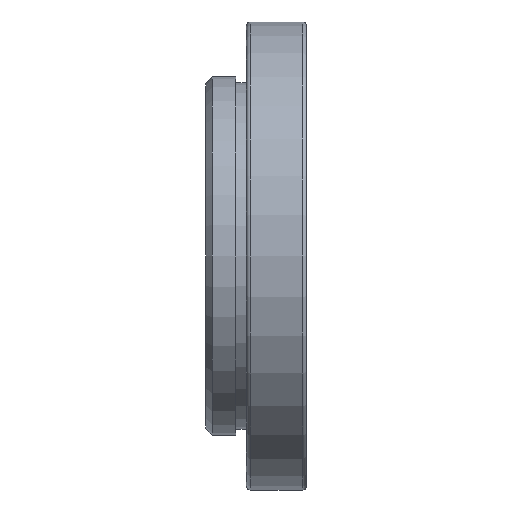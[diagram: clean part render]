
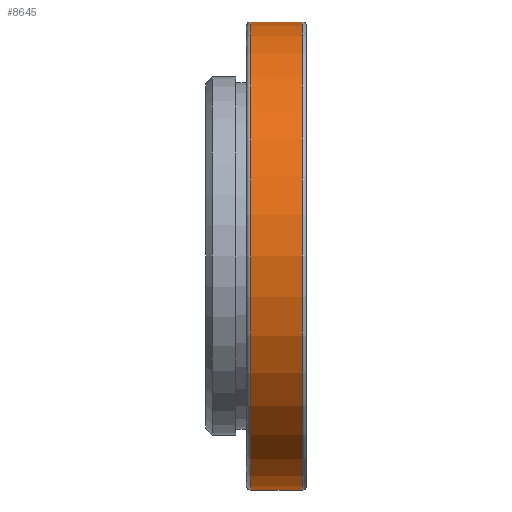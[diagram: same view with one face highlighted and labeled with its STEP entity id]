
A CAD part, front view. The second image highlights one B-rep face of the part: STEP entity #8645.
In plain terms, the highlighted cylindrical face has radius 17.15 mm (diameter 34.3 mm), a partial arc.
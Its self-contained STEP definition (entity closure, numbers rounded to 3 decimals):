
#496 = CARTESIAN_POINT ( 'NONE',  ( -4.1, 0., 17.15 ) ) ;
#535 = EDGE_CURVE ( 'NONE', #10286, #5958, #11428, .T. ) ;
#810 = CARTESIAN_POINT ( 'NONE',  ( -4.1, 0., -17.15 ) ) ;
#824 = VECTOR ( 'NONE', #5168, 1000. ) ;
#866 = EDGE_LOOP ( 'NONE', ( #3969, #5752, #4553, #8098 ) ) ;
#1474 = CARTESIAN_POINT ( 'NONE',  ( -0.3, 0., 17.15 ) ) ;
#3213 = DIRECTION ( 'NONE',  ( 1., 0., 0. ) ) ;
#3564 = CARTESIAN_POINT ( 'NONE',  ( -0.3, 0., 0. ) ) ;
#3632 = EDGE_CURVE ( 'NONE', #12170, #6965, #10035, .T. ) ;
#3969 = ORIENTED_EDGE ( 'NONE', *, *, #3632, .F. ) ;
#4289 = CYLINDRICAL_SURFACE ( 'NONE', #12975, 17.15 ) ;
#4553 = ORIENTED_EDGE ( 'NONE', *, *, #535, .T. ) ;
#4848 = VECTOR ( 'NONE', #8820, 1000. ) ;
#4916 = CARTESIAN_POINT ( 'NONE',  ( 0., 0., 17.15 ) ) ;
#5168 = DIRECTION ( 'NONE',  ( 1., 0., 0. ) ) ;
#5391 = CIRCLE ( 'NONE', #13135, 17.15 ) ;
#5658 = DIRECTION ( 'NONE',  ( 0., 0., -1. ) ) ;
#5752 = ORIENTED_EDGE ( 'NONE', *, *, #6681, .T. ) ;
#5958 = VERTEX_POINT ( 'NONE', #6355 ) ;
#6186 = CARTESIAN_POINT ( 'NONE',  ( 0., 0., -17.15 ) ) ;
#6257 = DIRECTION ( 'NONE',  ( 0., 0., -1. ) ) ;
#6355 = CARTESIAN_POINT ( 'NONE',  ( -0.3, 0., -17.15 ) ) ;
#6681 = EDGE_CURVE ( 'NONE', #12170, #10286, #5391, .T. ) ;
#6965 = VERTEX_POINT ( 'NONE', #1474 ) ;
#8098 = ORIENTED_EDGE ( 'NONE', *, *, #10480, .T. ) ;
#8476 = CARTESIAN_POINT ( 'NONE',  ( 0., 0., 0. ) ) ;
#8645 = ADVANCED_FACE ( 'NONE', ( #12386 ), #4289, .T. ) ;
#8820 = DIRECTION ( 'NONE',  ( 1., 0., 0. ) ) ;
#9764 = DIRECTION ( 'NONE',  ( -1., 0., 0. ) ) ;
#10035 = LINE ( 'NONE', #4916, #4848 ) ;
#10286 = VERTEX_POINT ( 'NONE', #810 ) ;
#10480 = EDGE_CURVE ( 'NONE', #5958, #6965, #11530, .T. ) ;
#11015 = DIRECTION ( 'NONE',  ( 0., 0., 1. ) ) ;
#11322 = AXIS2_PLACEMENT_3D ( 'NONE', #3564, #9764, #5658 ) ;
#11428 = LINE ( 'NONE', #6186, #824 ) ;
#11530 = CIRCLE ( 'NONE', #11322, 17.15 ) ;
#12164 = CARTESIAN_POINT ( 'NONE',  ( -4.1, 0., 0. ) ) ;
#12170 = VERTEX_POINT ( 'NONE', #496 ) ;
#12386 = FACE_OUTER_BOUND ( 'NONE', #866, .T. ) ;
#12975 = AXIS2_PLACEMENT_3D ( 'NONE', #8476, #3213, #6257 ) ;
#13135 = AXIS2_PLACEMENT_3D ( 'NONE', #12164, #13159, #11015 ) ;
#13159 = DIRECTION ( 'NONE',  ( 1., 0., 0. ) ) ;
